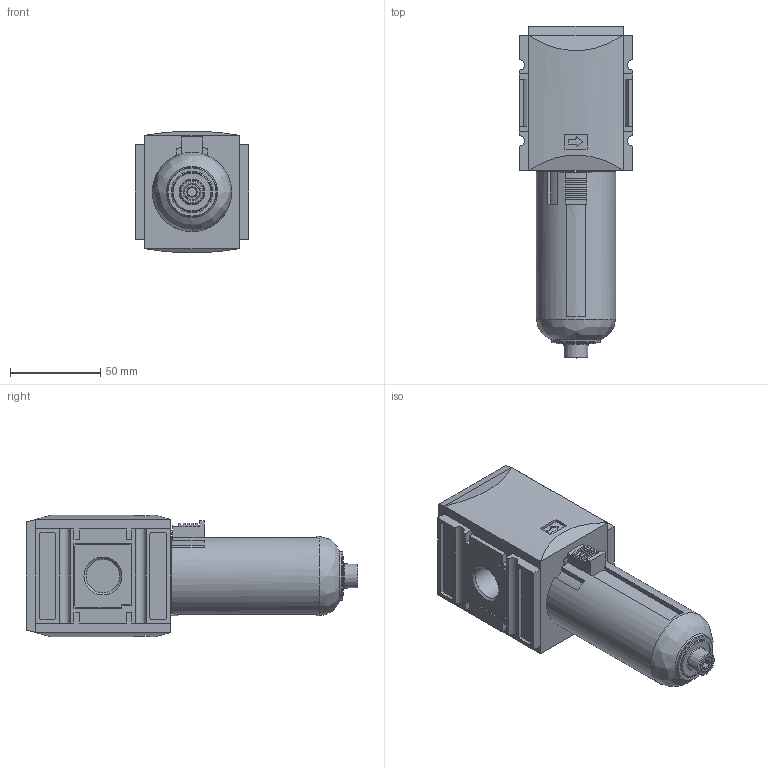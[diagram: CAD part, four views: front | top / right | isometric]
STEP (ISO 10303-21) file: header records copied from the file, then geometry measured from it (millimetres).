
FILE_DESCRIPTION( ( 'STEP AP203' ), ' ' );
FILE_NAME( '91332.EE00.stp', '2017-03-08T11:35:42', ( '' ), ( '' ), ' ', 'PARTsolutions', ' ' );
FILE_SCHEMA( ( 'CONFIG_CONTROL_DESIGN' ) );
Length unit declared in the file: millimetre
Products named in the file (3): 91332.EE00; _FU 894G 1/2000-1; _FU 894_0
Assembly tree (2 placements, depth 2):
  91332.EE00
    _FU 894G 1/2000-1
    _FU 894_0
Bounding box: 63 x 183.5 x 67.1 mm (x, y, z)
Volume: 433125.1 mm3; surface area: 51875.4 mm2
Topology: 2 solids, 3 shells, 274 faces, 706 edges, 462 vertices
Faces by surface type: plane 199, cylinder 57, cone 12, torus 5, bspline 1
Full cylindrical faces by diameter (mm): 5 x1, 8 x1, 8.566 x1, 18.631 x2, 22 x1, 23 x1, 27 x1, 43.8 x1
Entity records: 8325 total; most frequent: CARTESIAN_POINT 1536, DIRECTION 1378, ORIENTED_EDGE 1354, EDGE_CURVE 677, LINE 504, VECTOR 504, VERTEX_POINT 457, AXIS2_PLACEMENT_3D 437
